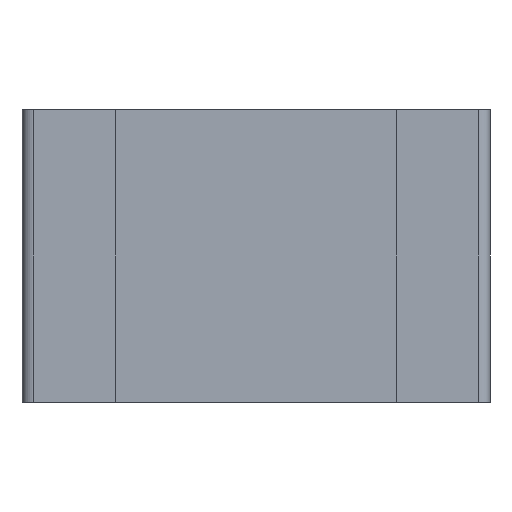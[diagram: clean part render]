
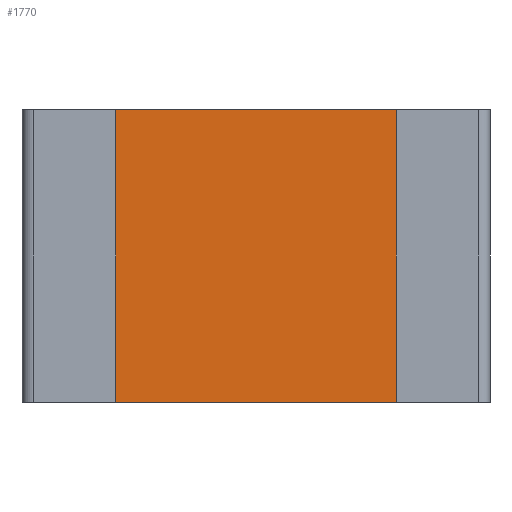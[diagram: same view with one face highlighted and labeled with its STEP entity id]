
A CAD part, front view. The second image highlights one B-rep face of the part: STEP entity #1770.
In plain terms, the highlighted planar face has unit normal (0, -1, 0).
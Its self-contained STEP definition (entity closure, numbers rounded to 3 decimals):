
#53 = AXIS2_PLACEMENT_3D ( 'NONE', #931, #2334, #179 ) ;
#86 = DIRECTION ( 'NONE',  ( 1., 0., 0. ) ) ;
#135 = FACE_OUTER_BOUND ( 'NONE', #1847, .T. ) ;
#138 = CARTESIAN_POINT ( 'NONE',  ( -0.95, 0.05, -0.625 ) ) ;
#153 = VECTOR ( 'NONE', #86, 1000. ) ;
#179 = DIRECTION ( 'NONE',  ( 0., 0., 1. ) ) ;
#180 = VERTEX_POINT ( 'NONE', #2528 ) ;
#263 = VERTEX_POINT ( 'NONE', #284 ) ;
#284 = CARTESIAN_POINT ( 'NONE',  ( 0.95, 0.05, -0.625 ) ) ;
#455 = ORIENTED_EDGE ( 'NONE', *, *, #1702, .F. ) ;
#502 = EDGE_CURVE ( 'NONE', #263, #180, #1316, .T. ) ;
#649 = CARTESIAN_POINT ( 'NONE',  ( 0.95, 0.05, 0.625 ) ) ;
#713 = VECTOR ( 'NONE', #963, 1000. ) ;
#815 = ORIENTED_EDGE ( 'NONE', *, *, #1743, .F. ) ;
#869 = CARTESIAN_POINT ( 'NONE',  ( -0.95, 0.05, 0.625 ) ) ;
#896 = ORIENTED_EDGE ( 'NONE', *, *, #502, .F. ) ;
#931 = CARTESIAN_POINT ( 'NONE',  ( 0., 0.05, 0. ) ) ;
#963 = DIRECTION ( 'NONE',  ( 0., 0., -1. ) ) ;
#988 = VERTEX_POINT ( 'NONE', #649 ) ;
#1065 = CARTESIAN_POINT ( 'NONE',  ( -0.95, 0.05, -0.625 ) ) ;
#1127 = DIRECTION ( 'NONE',  ( -1., 0., 0. ) ) ;
#1214 = EDGE_CURVE ( 'NONE', #180, #1715, #1680, .T. ) ;
#1316 = LINE ( 'NONE', #138, #1818 ) ;
#1680 = LINE ( 'NONE', #1065, #1720 ) ;
#1702 = EDGE_CURVE ( 'NONE', #1715, #988, #1868, .T. ) ;
#1715 = VERTEX_POINT ( 'NONE', #2102 ) ;
#1720 = VECTOR ( 'NONE', #2476, 1000. ) ;
#1737 = PLANE ( 'NONE',  #53 ) ;
#1743 = EDGE_CURVE ( 'NONE', #988, #263, #2118, .T. ) ;
#1770 = ADVANCED_FACE ( 'NONE', ( #135 ), #1737, .F. ) ;
#1818 = VECTOR ( 'NONE', #1127, 1000. ) ;
#1847 = EDGE_LOOP ( 'NONE', ( #2259, #896, #815, #455 ) ) ;
#1868 = LINE ( 'NONE', #869, #153 ) ;
#2102 = CARTESIAN_POINT ( 'NONE',  ( -0.95, 0.05, 0.625 ) ) ;
#2118 = LINE ( 'NONE', #2139, #713 ) ;
#2139 = CARTESIAN_POINT ( 'NONE',  ( 0.95, 0.05, -0.625 ) ) ;
#2259 = ORIENTED_EDGE ( 'NONE', *, *, #1214, .F. ) ;
#2334 = DIRECTION ( 'NONE',  ( 0., 1., 0. ) ) ;
#2476 = DIRECTION ( 'NONE',  ( 0., 0., 1. ) ) ;
#2528 = CARTESIAN_POINT ( 'NONE',  ( -0.95, 0.05, -0.625 ) ) ;
